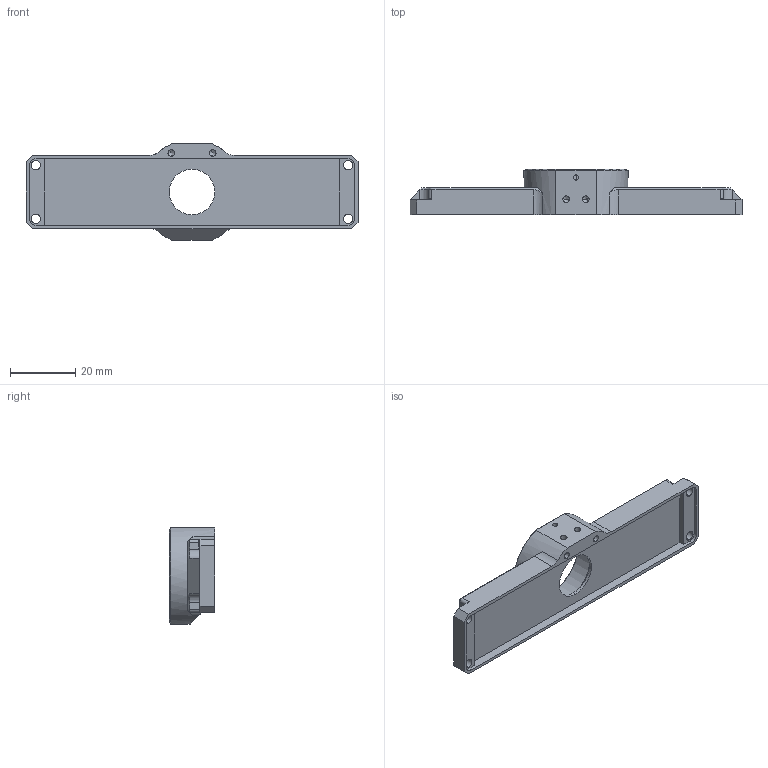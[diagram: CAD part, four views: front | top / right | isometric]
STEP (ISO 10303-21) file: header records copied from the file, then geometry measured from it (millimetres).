
FILE_DESCRIPTION (( 'STEP AP214' ), '1' );
FILE_NAME ('BRIO_mk2.STEP', '', ( '' ), ( '' ), '', '', '' );
FILE_SCHEMA (( 'AUTOMOTIVE_DESIGN' ));
Length unit declared in the file: millimetre
Products named in the file (1): BRIO_mk2_2
Bounding box: 102 x 13.9 x 29.5 mm (x, y, z)
Volume: 13570.7 mm3; surface area: 8499 mm2
Topology: 1 solids, 3 shells, 205 faces, 485 edges, 294 vertices
Faces by surface type: plane 75, cylinder 74, cone 56
Entity records: 6019 total; most frequent: CARTESIAN_POINT 1063, DIRECTION 1047, ORIENTED_EDGE 946, EDGE_CURVE 473, AXIS2_PLACEMENT_3D 392, VERTEX_POINT 294, LINE 263, VECTOR 263
